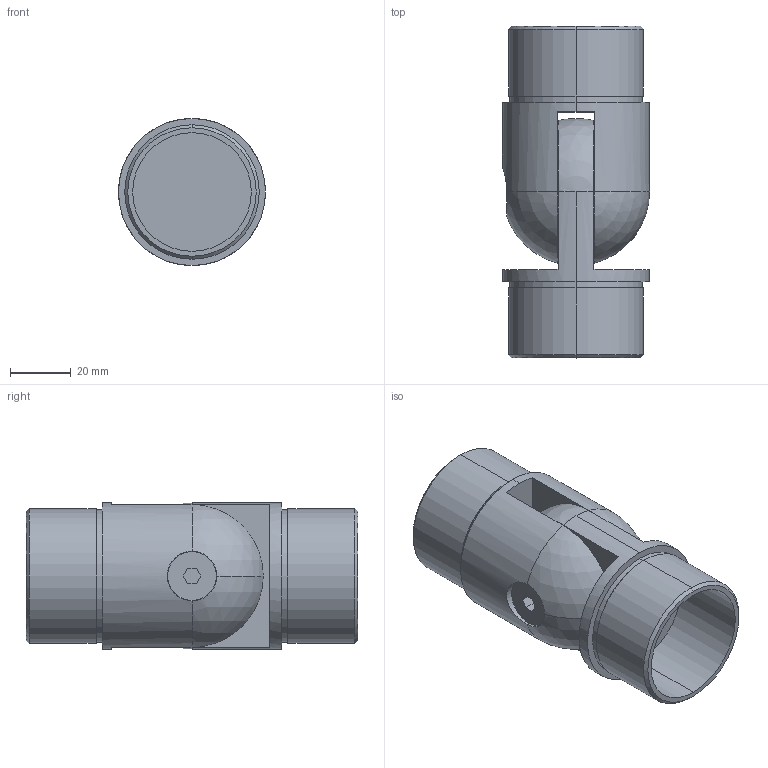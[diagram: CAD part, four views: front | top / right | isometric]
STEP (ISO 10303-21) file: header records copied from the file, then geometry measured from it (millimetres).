
FILE_DESCRIPTION (( 'STEP AP203' ), '1' );
FILE_NAME ('A_0302-248.STEP', '2024-08-20T08:53:30', ( '' ), ( '' ), 'SwSTEP 2.0', 'SolidWorks 2019', '' );
FILE_SCHEMA (( 'CONFIG_CONTROL_DESIGN' ));
Length unit declared in the file: millimetre
Products named in the file (4): A_0302-248.P2; A_0302-248; A_0302-248.P1; Skrutka DIN 7991_Skrutka M 8x 35
Assembly tree (3 placements, depth 2):
  A_0302-248
    A_0302-248.P1
    A_0302-248.P2
    Skrutka DIN 7991_Skrutka M 8x 35
Bounding box: 48.3 x 109 x 48.3 mm (x, y, z)
Volume: 73284.7 mm3; surface area: 41728.5 mm2
Topology: 3 solids, 3 shells, 129 faces, 293 edges, 176 vertices
Faces by surface type: cylinder 40, plane 32, torus 25, cone 14, sphere 10, bspline 8
Entity records: 4368 total; most frequent: CARTESIAN_POINT 1009, DIRECTION 696, ORIENTED_EDGE 574, AXIS2_PLACEMENT_3D 303, EDGE_CURVE 287, CIRCLE 176, VERTEX_POINT 176, EDGE_LOOP 145
